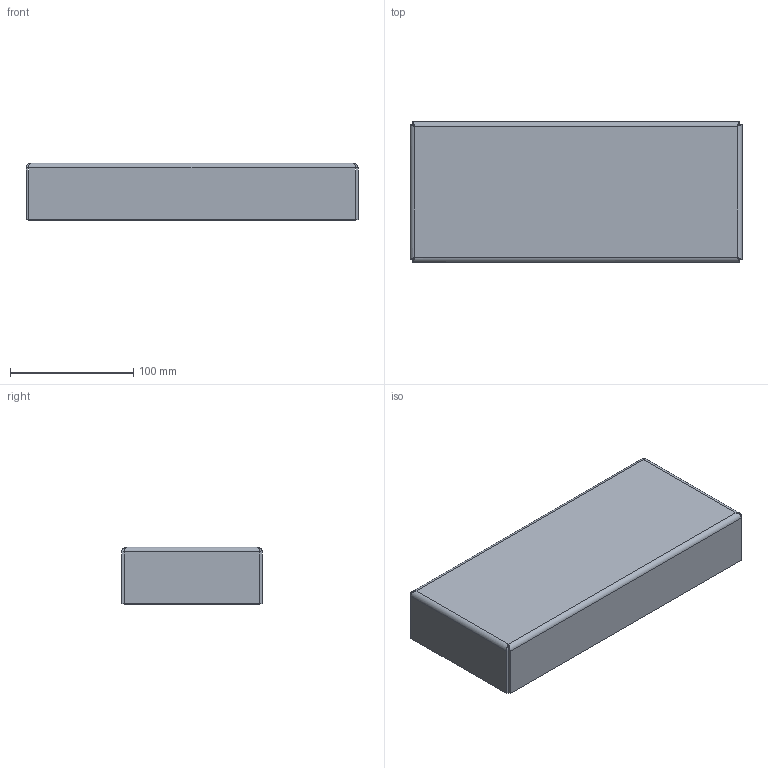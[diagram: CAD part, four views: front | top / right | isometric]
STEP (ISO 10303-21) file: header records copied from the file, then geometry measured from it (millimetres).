
FILE_DESCRIPTION(/* description */ (''),/* implementation_level */ '2;1');
FILE_NAME(/* name */ 'SVMF010270.stp',/* time_stamp */ '2023-12-08T10:36:41+01:00',/* author */ ('EN'),/* organization */ (''),/* preprocessor_version */ 'ST-DEVELOPER v18.1',/* originating_system */ 'Autodesk Inventor 2021',/* authorisation */ '');
FILE_SCHEMA (('AUTOMOTIVE_DESIGN { 1 0 10303 214 3 1 1 }'));
Length unit declared in the file: millimetre
Products named in the file (1): SVMF010270
Bounding box: 269.5 x 114 x 47 mm (x, y, z)
Volume: 1435979.6 mm3; surface area: 115423.5 mm2
Topology: 1 solids, 1 shells, 62 faces, 146 edges, 88 vertices
Faces by surface type: plane 42, cylinder 12, bspline 8
Full cylindrical faces by diameter (mm): 6.647 x2
Entity records: 2139 total; most frequent: CARTESIAN_POINT 697, ORIENTED_EDGE 292, DIRECTION 228, EDGE_CURVE 146, LINE 102, VECTOR 102, VERTEX_POINT 88, EDGE_LOOP 64
